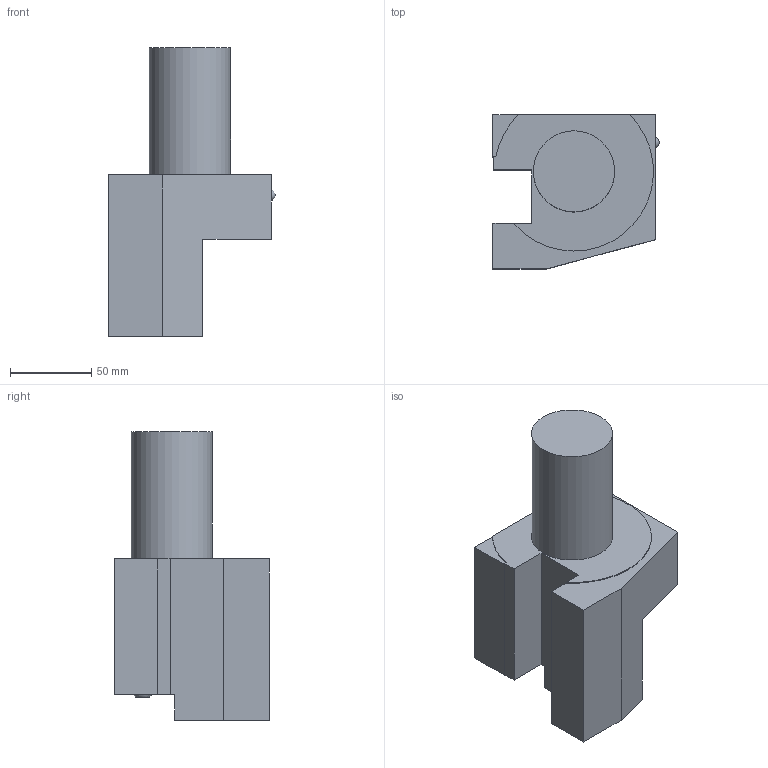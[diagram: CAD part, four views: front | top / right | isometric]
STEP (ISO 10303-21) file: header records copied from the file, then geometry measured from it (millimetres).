
FILE_DESCRIPTION(/* description */ (''),/* implementation_level */ '2;1');
FILE_NAME(/* name */ 'oznaceni_DOCUMENTNUMBERndi000_00_SIM.stp',/* time_stamp */ '2023-09-20T08:04:04+02:00',/* author */ (''),/* organization */ (''),/* preprocessor_version */ 'ST-DEVELOPER v16.7',/* originating_system */ 'SIEMENS PLM Software NX 12.0',/* authorisation */ '');
FILE_SCHEMA (('AUTOMOTIVE_DESIGN { 1 0 10303 214 3 1 1 1 }'));
Length unit declared in the file: millimetre
Products named in the file (1): 204931346ndi000_00
Bounding box: 102.48 x 95 x 178 mm (x, y, z)
Volume: 721036.1 mm3; surface area: 64291.4 mm2
Topology: 1 solids, 1 shells, 27 faces, 65 edges, 44 vertices
Faces by surface type: plane 22, cylinder 3, sphere 2
Full cylindrical faces by diameter (mm): 50 x1
Entity records: 834 total; most frequent: CARTESIAN_POINT 139, DIRECTION 135, ORIENTED_EDGE 128, EDGE_CURVE 64, LINE 55, VECTOR 55, VERTEX_POINT 44, AXIS2_PLACEMENT_3D 40
